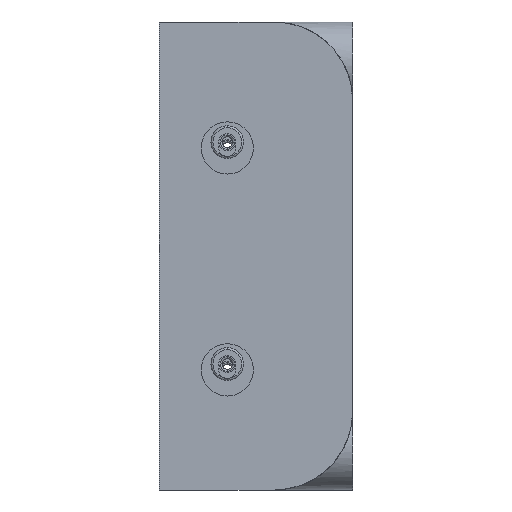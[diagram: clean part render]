
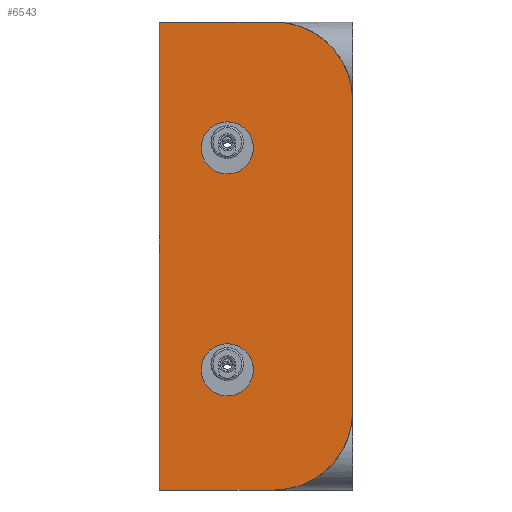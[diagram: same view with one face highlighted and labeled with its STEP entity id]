
A CAD part, left-side view. The second image highlights one B-rep face of the part: STEP entity #6543.
In plain terms, the highlighted planar face has unit normal (-1, 0, 0).
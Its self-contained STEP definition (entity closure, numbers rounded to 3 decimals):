
#6 = VECTOR ( 'NONE', #4716, 1000. ) ;
#74 = DIRECTION ( 'NONE',  ( 0., 0., 1. ) ) ;
#90 = CARTESIAN_POINT ( 'NONE',  ( -64.515, 12., -23.85 ) ) ;
#252 = ORIENTED_EDGE ( 'NONE', *, *, #12000, .T. ) ;
#272 = CARTESIAN_POINT ( 'NONE',  ( -64.515, 19.2, 16.55 ) ) ;
#304 = EDGE_CURVE ( 'NONE', #6784, #10788, #7952, .T. ) ;
#430 = CARTESIAN_POINT ( 'NONE',  ( -64.515, 12., 35.85 ) ) ;
#615 = DIRECTION ( 'NONE',  ( -1., 0., 0. ) ) ;
#895 = DIRECTION ( 'NONE',  ( 1., 0., 0. ) ) ;
#1283 = EDGE_LOOP ( 'NONE', ( #11459, #10220 ) ) ;
#1522 = VERTEX_POINT ( 'NONE', #5689 ) ;
#1727 = VERTEX_POINT ( 'NONE', #6935 ) ;
#1742 = VECTOR ( 'NONE', #9259, 1000. ) ;
#1785 = CARTESIAN_POINT ( 'NONE',  ( -64.515, 29.6, 0. ) ) ;
#2097 = EDGE_CURVE ( 'NONE', #1522, #6007, #2929, .T. ) ;
#2212 = VECTOR ( 'NONE', #11483, 1000. ) ;
#2508 = CIRCLE ( 'NONE', #7816, 4. ) ;
#2595 = CARTESIAN_POINT ( 'NONE',  ( -64.515, 19.2, 16.55 ) ) ;
#2929 = LINE ( 'NONE', #11136, #1742 ) ;
#2942 = ORIENTED_EDGE ( 'NONE', *, *, #11528, .T. ) ;
#3115 = CARTESIAN_POINT ( 'NONE',  ( -64.515, 19.2, 20.55 ) ) ;
#3338 = DIRECTION ( 'NONE',  ( 0., 0., -1. ) ) ;
#3465 = ORIENTED_EDGE ( 'NONE', *, *, #304, .F. ) ;
#3583 = ORIENTED_EDGE ( 'NONE', *, *, #2097, .T. ) ;
#3701 = CIRCLE ( 'NONE', #7981, 4. ) ;
#3796 = CARTESIAN_POINT ( 'NONE',  ( -64.515, 19.2, -17.45 ) ) ;
#3823 = FACE_BOUND ( 'NONE', #1283, .T. ) ;
#4210 = LINE ( 'NONE', #1785, #6 ) ;
#4248 = ORIENTED_EDGE ( 'NONE', *, *, #11864, .T. ) ;
#4332 = CARTESIAN_POINT ( 'NONE',  ( -64.515, 0., 0. ) ) ;
#4365 = CIRCLE ( 'NONE', #5127, 4. ) ;
#4552 = CARTESIAN_POINT ( 'NONE',  ( -64.515, 19.2, -17.45 ) ) ;
#4645 = DIRECTION ( 'NONE',  ( 0., 0., -1. ) ) ;
#4716 = DIRECTION ( 'NONE',  ( 0., 0., -1. ) ) ;
#4734 = DIRECTION ( 'NONE',  ( -1., 0., 0. ) ) ;
#4796 = AXIS2_PLACEMENT_3D ( 'NONE', #90, #10710, #4861 ) ;
#4861 = DIRECTION ( 'NONE',  ( 0., 0., 1. ) ) ;
#5014 = DIRECTION ( 'NONE',  ( 1., 0., 0. ) ) ;
#5024 = AXIS2_PLACEMENT_3D ( 'NONE', #5318, #615, #7275 ) ;
#5127 = AXIS2_PLACEMENT_3D ( 'NONE', #4552, #10350, #12458 ) ;
#5295 = ORIENTED_EDGE ( 'NONE', *, *, #9277, .F. ) ;
#5318 = CARTESIAN_POINT ( 'NONE',  ( -64.515, 29.6, 0. ) ) ;
#5575 = DIRECTION ( 'NONE',  ( 1., 0., 0. ) ) ;
#5689 = CARTESIAN_POINT ( 'NONE',  ( -64.515, 29.6, -35.85 ) ) ;
#5719 = CARTESIAN_POINT ( 'NONE',  ( -64.515, 29.6, 35.85 ) ) ;
#5820 = CARTESIAN_POINT ( 'NONE',  ( -64.515, 12., 23.85 ) ) ;
#6007 = VERTEX_POINT ( 'NONE', #7667 ) ;
#6119 = VERTEX_POINT ( 'NONE', #8972 ) ;
#6256 = AXIS2_PLACEMENT_3D ( 'NONE', #3796, #895, #10554 ) ;
#6275 = AXIS2_PLACEMENT_3D ( 'NONE', #5820, #4734, #74 ) ;
#6315 = ORIENTED_EDGE ( 'NONE', *, *, #12395, .T. ) ;
#6543 = ADVANCED_FACE ( 'NONE', ( #11533, #3823, #10924 ), #11210, .T. ) ;
#6723 = CIRCLE ( 'NONE', #6275, 12. ) ;
#6784 = VERTEX_POINT ( 'NONE', #7481 ) ;
#6935 = CARTESIAN_POINT ( 'NONE',  ( -64.515, 0., -23.85 ) ) ;
#7275 = DIRECTION ( 'NONE',  ( 0., 0., 1. ) ) ;
#7481 = CARTESIAN_POINT ( 'NONE',  ( -64.515, 29.6, 35.85 ) ) ;
#7667 = CARTESIAN_POINT ( 'NONE',  ( -64.515, 12., -35.85 ) ) ;
#7749 = VERTEX_POINT ( 'NONE', #8830 ) ;
#7816 = AXIS2_PLACEMENT_3D ( 'NONE', #2595, #5575, #4645 ) ;
#7952 = LINE ( 'NONE', #5719, #2212 ) ;
#7981 = AXIS2_PLACEMENT_3D ( 'NONE', #272, #5014, #9794 ) ;
#8120 = EDGE_LOOP ( 'NONE', ( #252, #2942 ) ) ;
#8320 = LINE ( 'NONE', #4332, #9962 ) ;
#8417 = CIRCLE ( 'NONE', #4796, 12. ) ;
#8813 = VERTEX_POINT ( 'NONE', #12493 ) ;
#8830 = CARTESIAN_POINT ( 'NONE',  ( -64.515, 19.2, -21.45 ) ) ;
#8871 = EDGE_LOOP ( 'NONE', ( #5295, #4248, #3465, #6315, #3583, #9790 ) ) ;
#8972 = CARTESIAN_POINT ( 'NONE',  ( -64.515, 19.2, -13.45 ) ) ;
#9160 = VERTEX_POINT ( 'NONE', #3115 ) ;
#9259 = DIRECTION ( 'NONE',  ( 0., -1., 0. ) ) ;
#9277 = EDGE_CURVE ( 'NONE', #12350, #1727, #8320, .T. ) ;
#9790 = ORIENTED_EDGE ( 'NONE', *, *, #11105, .T. ) ;
#9794 = DIRECTION ( 'NONE',  ( 0., 0., -1. ) ) ;
#9937 = CIRCLE ( 'NONE', #6256, 4. ) ;
#9962 = VECTOR ( 'NONE', #3338, 1000. ) ;
#10220 = ORIENTED_EDGE ( 'NONE', *, *, #12412, .T. ) ;
#10350 = DIRECTION ( 'NONE',  ( 1., 0., 0. ) ) ;
#10424 = EDGE_CURVE ( 'NONE', #7749, #6119, #9937, .T. ) ;
#10554 = DIRECTION ( 'NONE',  ( 0., 0., -1. ) ) ;
#10710 = DIRECTION ( 'NONE',  ( -1., 0., 0. ) ) ;
#10788 = VERTEX_POINT ( 'NONE', #430 ) ;
#10924 = FACE_OUTER_BOUND ( 'NONE', #8871, .T. ) ;
#11105 = EDGE_CURVE ( 'NONE', #6007, #1727, #8417, .T. ) ;
#11136 = CARTESIAN_POINT ( 'NONE',  ( -64.515, 29.6, -35.85 ) ) ;
#11210 = PLANE ( 'NONE',  #5024 ) ;
#11327 = CARTESIAN_POINT ( 'NONE',  ( -64.515, 0., 23.85 ) ) ;
#11459 = ORIENTED_EDGE ( 'NONE', *, *, #10424, .T. ) ;
#11483 = DIRECTION ( 'NONE',  ( 0., -1., 0. ) ) ;
#11528 = EDGE_CURVE ( 'NONE', #9160, #8813, #2508, .T. ) ;
#11533 = FACE_BOUND ( 'NONE', #8120, .T. ) ;
#11864 = EDGE_CURVE ( 'NONE', #12350, #10788, #6723, .T. ) ;
#12000 = EDGE_CURVE ( 'NONE', #8813, #9160, #3701, .T. ) ;
#12350 = VERTEX_POINT ( 'NONE', #11327 ) ;
#12395 = EDGE_CURVE ( 'NONE', #6784, #1522, #4210, .T. ) ;
#12412 = EDGE_CURVE ( 'NONE', #6119, #7749, #4365, .T. ) ;
#12458 = DIRECTION ( 'NONE',  ( 0., 0., -1. ) ) ;
#12493 = CARTESIAN_POINT ( 'NONE',  ( -64.515, 19.2, 12.55 ) ) ;
